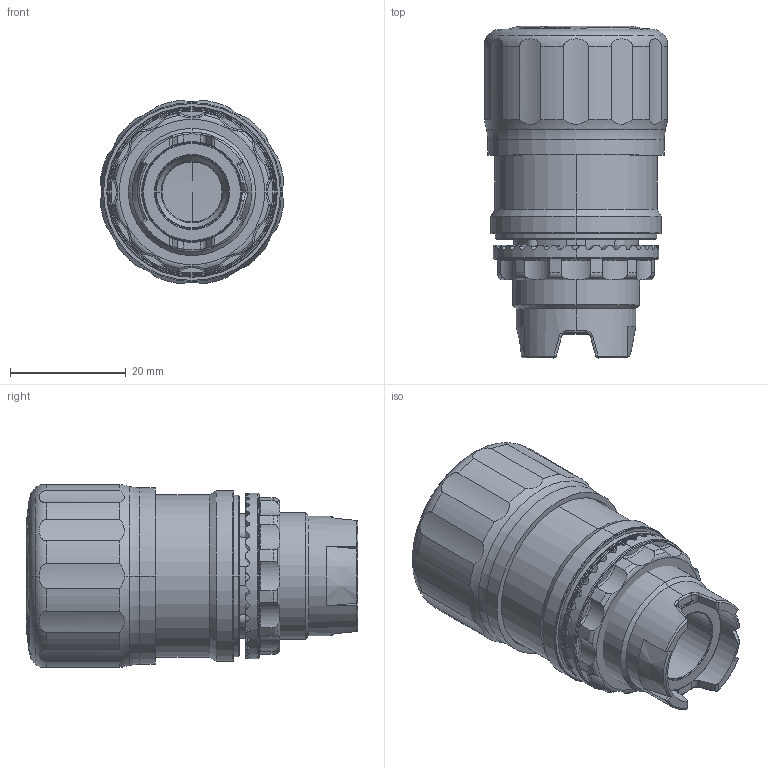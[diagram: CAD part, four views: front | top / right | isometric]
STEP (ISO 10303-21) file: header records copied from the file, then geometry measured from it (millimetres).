
FILE_DESCRIPTION((''),'2;1');
FILE_NAME('__ASM','2022-08-18T',('supu'),(''),'CREO PARAMETRIC BY PTC INC, 2014350','CREO PARAMETRIC BY PTC INC, 2014350','');
FILE_SCHEMA(('CONFIG_CONTROL_DESIGN'));
Length unit declared in the file: millimetre
Products named in the file (8): SP5201T1002; SP5201T5001; SP5204T1004; SP5204T1003; SP5204T1002; SP5204T1001; _X2_6025505C94AE_X0__ASM; __ASM
Assembly tree (7 placements, depth 3):
  __ASM
    _X2_6025505C94AE_X0__ASM
      SP5201T1002
      SP5201T5001
      SP5204T1004
      SP5204T1003
      SP5204T1002
      SP5204T1001
Bounding box: 31.71 x 57.45 x 31.71 mm (x, y, z)
Volume: 15807.1 mm3; surface area: 21422.2 mm2
Topology: 6 solids, 6 shells, 689 faces, 1870 edges, 1187 vertices
Faces by surface type: bspline 178, plane 148, torus 144, cylinder 129, cone 68, sphere 13, extrusion 9
Entity records: 28325 total; most frequent: CARTESIAN_POINT 11725, ORIENTED_EDGE 3726, DIRECTION 3188, EDGE_CURVE 1863, AXIS2_PLACEMENT_3D 1350, VERTEX_POINT 1187, CIRCLE 827, EDGE_LOOP 716
